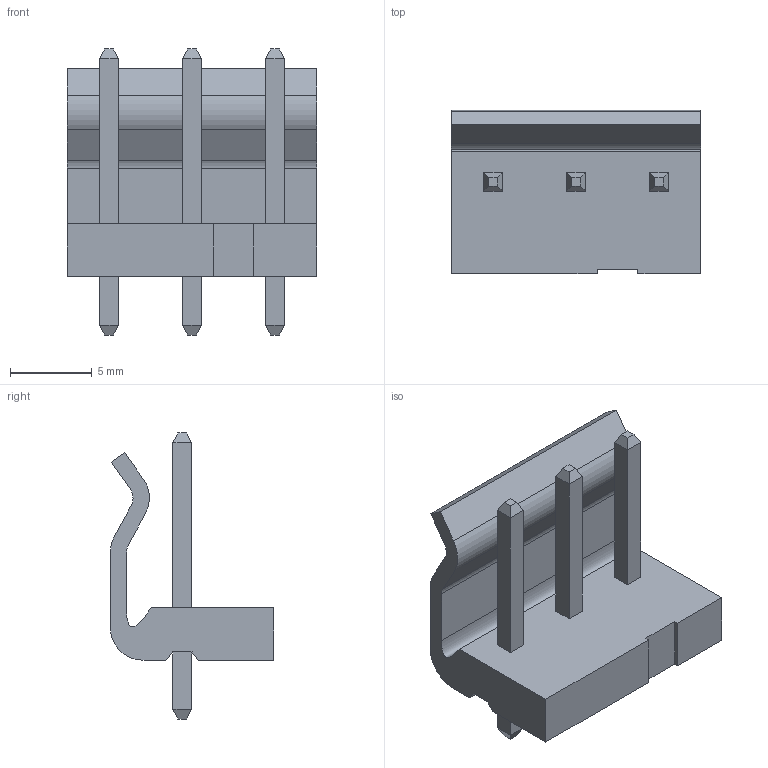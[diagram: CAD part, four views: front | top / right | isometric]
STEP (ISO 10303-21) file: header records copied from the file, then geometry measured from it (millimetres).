
FILE_DESCRIPTION (( 'STEP AP214' ), '1' );
FILE_NAME ('FWF50805-S03S22TB-REF .STEP', '2026-02-28T01:32:01', ( '' ), ( '' ), 'SwSTEP 2.0', 'SolidWorks 2021', '' );
FILE_SCHEMA (( 'AUTOMOTIVE_DESIGN' ));
Length unit declared in the file: millimetre
Products named in the file (1): FWF50805-S03S22TB-REF 
Bounding box: 15.24 x 10 x 17.5 mm (x, y, z)
Volume: 650.2 mm3; surface area: 994.7 mm2
Topology: 1 solids, 1 shells, 80 faces, 192 edges, 120 vertices
Faces by surface type: plane 74, cylinder 5, bspline 1
Entity records: 2290 total; most frequent: CARTESIAN_POINT 402, ORIENTED_EDGE 384, DIRECTION 360, EDGE_CURVE 192, LINE 180, VECTOR 180, VERTEX_POINT 120, AXIS2_PLACEMENT_3D 90
